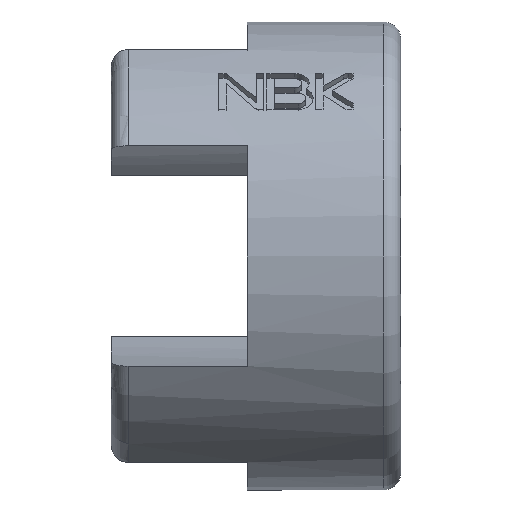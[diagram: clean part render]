
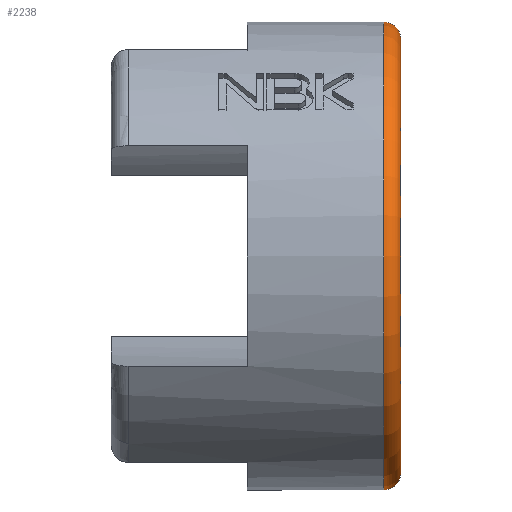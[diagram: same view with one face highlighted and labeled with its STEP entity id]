
A CAD part, front view. The second image highlights one B-rep face of the part: STEP entity #2238.
In plain terms, the highlighted toroidal (fillet/blend) face has major radius 25.5 mm and minor radius 2 mm.
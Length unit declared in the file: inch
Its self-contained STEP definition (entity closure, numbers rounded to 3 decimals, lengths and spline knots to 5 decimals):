
#143 = CARTESIAN_POINT ( 'NONE',  ( 0., 0., 0. ) ) ;
#272 = DIRECTION ( 'NONE',  ( 0., 1., 0. ) ) ;
#425 = AXIS2_PLACEMENT_3D ( 'NONE', #3166, #272, #3189 ) ;
#444 = DIRECTION ( 'NONE',  ( 0., 0., -1. ) ) ;
#594 = AXIS2_PLACEMENT_3D ( 'NONE', #143, #2509, #2804 ) ;
#728 = EDGE_LOOP ( 'NONE', ( #3538, #2256, #2415, #1692 ) ) ;
#760 = DIRECTION ( 'NONE',  ( 0., 0., -1. ) ) ;
#833 = CARTESIAN_POINT ( 'NONE',  ( 0., 0., -1.00394 ) ) ;
#882 = VERTEX_POINT ( 'NONE', #2488 ) ;
#935 = AXIS2_PLACEMENT_3D ( 'NONE', #3035, #2179, #2680 ) ;
#1003 = CARTESIAN_POINT ( 'NONE',  ( -0.07874, 0., -1.00394 ) ) ;
#1041 = CIRCLE ( 'NONE', #2019, 1.08268 ) ;
#1088 = EDGE_CURVE ( 'NONE', #1313, #882, #1611, .T. ) ;
#1118 = VERTEX_POINT ( 'NONE', #833 ) ;
#1313 = VERTEX_POINT ( 'NONE', #2817 ) ;
#1469 = AXIS2_PLACEMENT_3D ( 'NONE', #1003, #3364, #444 ) ;
#1611 = CIRCLE ( 'NONE', #425, 0.07874 ) ;
#1675 = CARTESIAN_POINT ( 'NONE',  ( -0.07874, 0., 0. ) ) ;
#1692 = ORIENTED_EDGE ( 'NONE', *, *, #3104, .F. ) ;
#1996 = CARTESIAN_POINT ( 'NONE',  ( -0.07874, 0., -1.08268 ) ) ;
#2019 = AXIS2_PLACEMENT_3D ( 'NONE', #1675, #3405, #760 ) ;
#2139 = VERTEX_POINT ( 'NONE', #1996 ) ;
#2179 = DIRECTION ( 'NONE',  ( 1., 0., 0. ) ) ;
#2238 = ADVANCED_FACE ( 'NONE', ( #2994 ), #2587, .T. ) ;
#2256 = ORIENTED_EDGE ( 'NONE', *, *, #3246, .T. ) ;
#2382 = CIRCLE ( 'NONE', #594, 1.00394 ) ;
#2385 = CIRCLE ( 'NONE', #1469, 0.07874 ) ;
#2415 = ORIENTED_EDGE ( 'NONE', *, *, #3676, .T. ) ;
#2488 = CARTESIAN_POINT ( 'NONE',  ( 0., 0., 1.00394 ) ) ;
#2509 = DIRECTION ( 'NONE',  ( 1., 0., 0. ) ) ;
#2587 = TOROIDAL_SURFACE ( 'NONE', #935, 1.00394, 0.07874 ) ;
#2680 = DIRECTION ( 'NONE',  ( 0., 0., -1. ) ) ;
#2804 = DIRECTION ( 'NONE',  ( 0., 0., -1. ) ) ;
#2817 = CARTESIAN_POINT ( 'NONE',  ( -0.07874, 0., 1.08268 ) ) ;
#2994 = FACE_OUTER_BOUND ( 'NONE', #728, .T. ) ;
#3035 = CARTESIAN_POINT ( 'NONE',  ( -0.07874, 0., 0. ) ) ;
#3104 = EDGE_CURVE ( 'NONE', #882, #1118, #2382, .T. ) ;
#3166 = CARTESIAN_POINT ( 'NONE',  ( -0.07874, 0., 1.00394 ) ) ;
#3189 = DIRECTION ( 'NONE',  ( 0., 0., 1. ) ) ;
#3246 = EDGE_CURVE ( 'NONE', #1313, #2139, #1041, .T. ) ;
#3364 = DIRECTION ( 'NONE',  ( 0., -1., 0. ) ) ;
#3405 = DIRECTION ( 'NONE',  ( 1., 0., 0. ) ) ;
#3538 = ORIENTED_EDGE ( 'NONE', *, *, #1088, .F. ) ;
#3676 = EDGE_CURVE ( 'NONE', #2139, #1118, #2385, .T. ) ;
